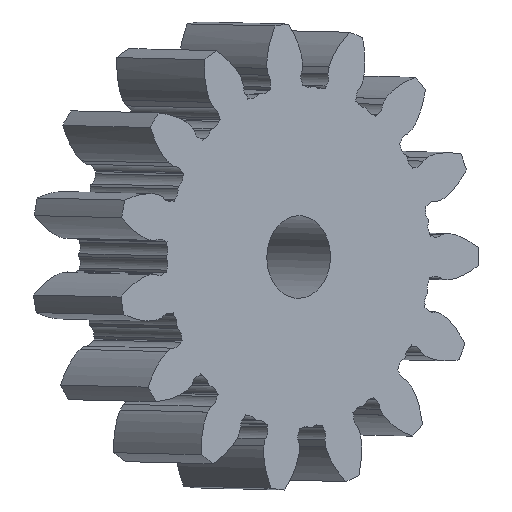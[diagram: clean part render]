
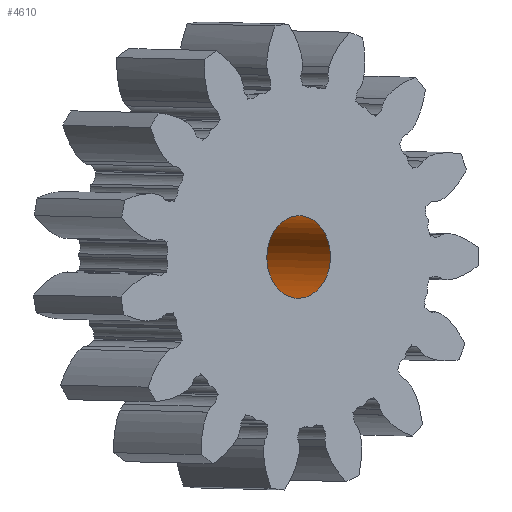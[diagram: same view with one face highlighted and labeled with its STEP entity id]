
A CAD part, isometric view. The second image highlights one B-rep face of the part: STEP entity #4610.
In plain terms, the highlighted cylindrical face has radius 3.005 mm (diameter 6.01 mm), a full revolution.
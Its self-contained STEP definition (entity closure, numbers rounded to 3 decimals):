
#386=FACE_OUTER_BOUND('',#630,.T.);
#630=EDGE_LOOP('',(#3649,#3650,#3651,#3652));
#960=CIRCLE('',#5074,3.005);
#964=CIRCLE('',#5082,3.005);
#1241=LINE('',#15116,#1602);
#1602=VECTOR('',#6129,3.005);
#2111=VERTEX_POINT('',#15101);
#2114=VERTEX_POINT('',#15114);
#2712=EDGE_CURVE('',#2111,#2111,#960,.T.);
#2718=EDGE_CURVE('',#2114,#2114,#964,.T.);
#2719=EDGE_CURVE('',#2114,#2111,#1241,.T.);
#3649=ORIENTED_EDGE('',*,*,#2718,.F.);
#3650=ORIENTED_EDGE('',*,*,#2719,.T.);
#3651=ORIENTED_EDGE('',*,*,#2712,.F.);
#3652=ORIENTED_EDGE('',*,*,#2719,.F.);
#4458=CYLINDRICAL_SURFACE('',#5081,3.005);
#4610=ADVANCED_FACE('',(#386),#4458,.F.);
#5074=AXIS2_PLACEMENT_3D('',#15102,#6109,#6110);
#5081=AXIS2_PLACEMENT_3D('',#15113,#6125,#6126);
#5082=AXIS2_PLACEMENT_3D('',#15115,#6127,#6128);
#6109=DIRECTION('center_axis',(0.,0.906,-0.423));
#6110=DIRECTION('ref_axis',(-1.,0.,0.));
#6125=DIRECTION('center_axis',(0.,-0.906,0.423));
#6126=DIRECTION('ref_axis',(-1.,0.,0.));
#6127=DIRECTION('center_axis',(0.,-0.906,0.423));
#6128=DIRECTION('ref_axis',(-1.,0.,0.));
#6129=DIRECTION('',(0.,-0.906,0.423));
#15101=CARTESIAN_POINT('',(33.954,21.661,27.883));
#15102=CARTESIAN_POINT('Origin',(30.949,21.661,27.883));
#15113=CARTESIAN_POINT('Origin',(30.949,30.724,23.657));
#15114=CARTESIAN_POINT('',(33.954,30.724,23.657));
#15115=CARTESIAN_POINT('Origin',(30.949,30.724,23.657));
#15116=CARTESIAN_POINT('',(33.954,30.724,23.657));
